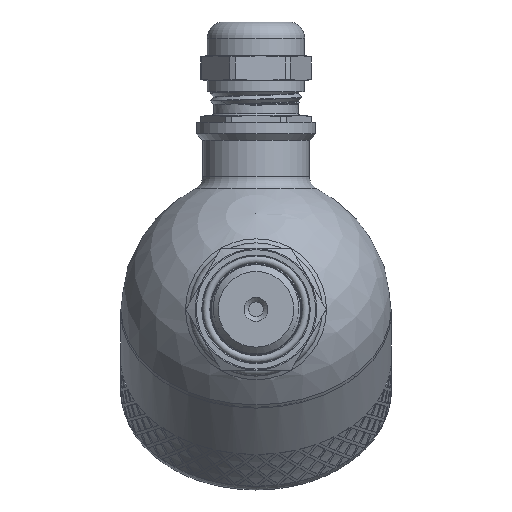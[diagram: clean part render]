
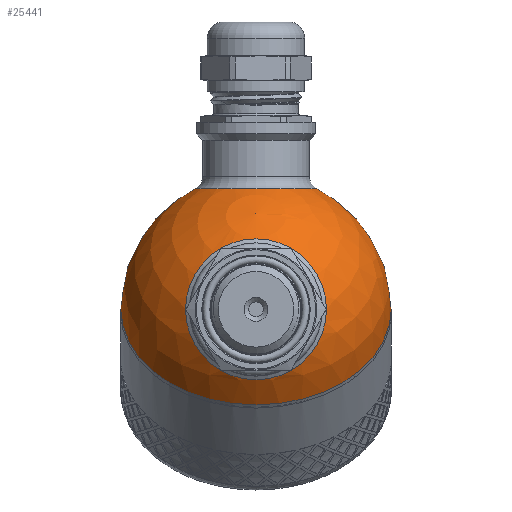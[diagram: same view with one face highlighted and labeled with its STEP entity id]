
A CAD part, left-side view. The second image highlights one B-rep face of the part: STEP entity #25441.
In plain terms, the highlighted spherical face has radius 30 mm.
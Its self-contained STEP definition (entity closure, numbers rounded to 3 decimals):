
#136=SPHERICAL_SURFACE('',#27050,30.);
#1337=FACE_BOUND('',#3805,.T.);
#1338=FACE_BOUND('',#3806,.T.);
#2137=FACE_OUTER_BOUND('',#3804,.T.);
#3804=EDGE_LOOP('',(#18497,#18498,#18499,#18500));
#3805=EDGE_LOOP('',(#18501));
#3806=EDGE_LOOP('',(#18502));
#5331=CIRCLE('',#26973,30.);
#5332=CIRCLE('',#26974,30.);
#5359=CIRCLE('',#27046,13.5);
#5362=CIRCLE('',#27051,30.);
#5363=CIRCLE('',#27052,15.643);
#9888=VERTEX_POINT('',#33788);
#9889=VERTEX_POINT('',#33790);
#10416=VERTEX_POINT('',#40554);
#10418=VERTEX_POINT('',#40561);
#10419=VERTEX_POINT('',#40563);
#12635=EDGE_CURVE('',#9888,#9889,#5331,.T.);
#12636=EDGE_CURVE('',#9889,#9888,#5332,.T.);
#13429=EDGE_CURVE('',#10416,#10416,#5359,.T.);
#13432=EDGE_CURVE('',#9889,#10418,#5362,.T.);
#13433=EDGE_CURVE('',#10419,#10419,#5363,.T.);
#18497=ORIENTED_EDGE('',*,*,#12636,.F.);
#18498=ORIENTED_EDGE('',*,*,#13432,.T.);
#18499=ORIENTED_EDGE('',*,*,#13432,.F.);
#18500=ORIENTED_EDGE('',*,*,#12635,.F.);
#18501=ORIENTED_EDGE('',*,*,#13433,.F.);
#18502=ORIENTED_EDGE('',*,*,#13429,.F.);
#25441=ADVANCED_FACE('',(#2137,#1337,#1338),#136,.T.);
#26973=AXIS2_PLACEMENT_3D('',#33791,#28433,#28434);
#26974=AXIS2_PLACEMENT_3D('',#33792,#28435,#28436);
#27046=AXIS2_PLACEMENT_3D('',#40555,#28857,#28858);
#27050=AXIS2_PLACEMENT_3D('',#40560,#28865,#28866);
#27051=AXIS2_PLACEMENT_3D('',#40562,#28867,#28868);
#27052=AXIS2_PLACEMENT_3D('',#40564,#28869,#28870);
#28433=DIRECTION('center_axis',(1.,0.,0.));
#28434=DIRECTION('ref_axis',(0.,1.,0.));
#28435=DIRECTION('center_axis',(1.,0.,0.));
#28436=DIRECTION('ref_axis',(0.,1.,0.));
#28857=DIRECTION('center_axis',(-0.707,0.,-0.707));
#28858=DIRECTION('ref_axis',(-0.707,0.,0.707));
#28865=DIRECTION('center_axis',(1.,0.,0.));
#28866=DIRECTION('ref_axis',(0.,-1.,0.));
#28867=DIRECTION('center_axis',(0.,0.,1.));
#28868=DIRECTION('ref_axis',(0.,1.,0.));
#28869=DIRECTION('center_axis',(-0.707,0.,0.707));
#28870=DIRECTION('ref_axis',(0.707,0.,0.707));
#33788=CARTESIAN_POINT('',(0.,-30.,0.));
#33790=CARTESIAN_POINT('',(0.,30.,0.));
#33791=CARTESIAN_POINT('Origin',(0.,0.,0.));
#33792=CARTESIAN_POINT('Origin',(0.,0.,0.));
#40554=CARTESIAN_POINT('',(-9.398,0.,-28.49));
#40555=CARTESIAN_POINT('Origin',(-18.944,0.,-18.944));
#40560=CARTESIAN_POINT('Origin',(0.,0.,0.));
#40561=CARTESIAN_POINT('',(-30.,0.,0.));
#40562=CARTESIAN_POINT('Origin',(0.,0.,0.));
#40563=CARTESIAN_POINT('',(-29.162,0.,7.04));
#40564=CARTESIAN_POINT('Origin',(-18.101,0.,18.101));
